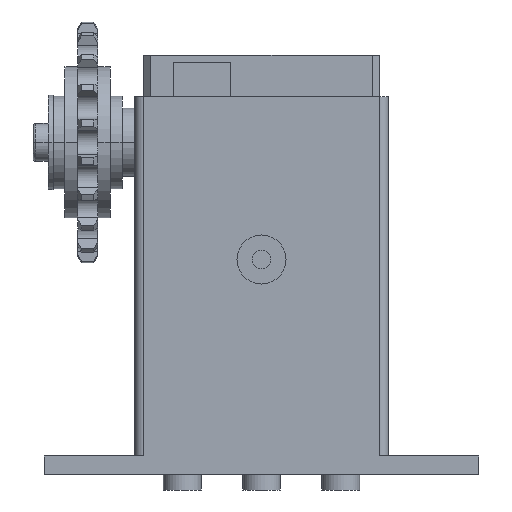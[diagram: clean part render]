
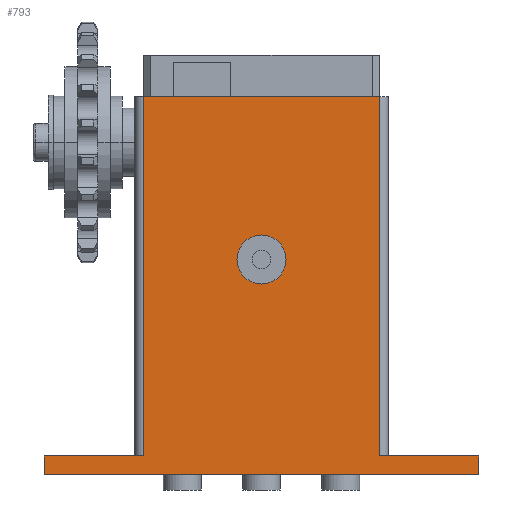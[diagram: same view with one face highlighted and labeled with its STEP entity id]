
A CAD part, left-side view. The second image highlights one B-rep face of the part: STEP entity #793.
In plain terms, the highlighted planar face has unit normal (-1, 0, 0).
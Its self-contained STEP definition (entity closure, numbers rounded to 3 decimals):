
#793=ADVANCED_FACE('',(#1601,#1602),#1603,.T.);
#1601=FACE_BOUND('',#2422,.T.);
#1602=FACE_OUTER_BOUND('',#2423,.T.);
#1603=PLANE('',#2424);
#2422=EDGE_LOOP('',(#4737,#4738));
#2423=EDGE_LOOP('',(#4739,#4740,#4741,#4742,#4743,#4744,#4745,#4746));
#2424=AXIS2_PLACEMENT_3D('',#4747,#4748,#4749);
#4737=ORIENTED_EDGE('',*,*,#5647,.T.);
#4738=ORIENTED_EDGE('',*,*,#5587,.T.);
#4739=ORIENTED_EDGE('',*,*,#5714,.T.);
#4740=ORIENTED_EDGE('',*,*,#5708,.T.);
#4741=ORIENTED_EDGE('',*,*,#5711,.T.);
#4742=ORIENTED_EDGE('',*,*,#5687,.F.);
#4743=ORIENTED_EDGE('',*,*,#5718,.T.);
#4744=ORIENTED_EDGE('',*,*,#5719,.F.);
#4745=ORIENTED_EDGE('',*,*,#5720,.T.);
#4746=ORIENTED_EDGE('',*,*,#5721,.T.);
#4747=CARTESIAN_POINT('',(-17.5,28.75,0.0));
#4748=DIRECTION('',(-1.0,0.0,0.0));
#4749=DIRECTION('',(0.0,-1.0,0.0));
#5587=EDGE_CURVE('',#6887,#6884,#6888,.T.);
#5647=EDGE_CURVE('',#6884,#6887,#6977,.T.);
#5687=EDGE_CURVE('',#7031,#7026,#7033,.T.);
#5708=EDGE_CURVE('',#7065,#7063,#7066,.T.);
#5711=EDGE_CURVE('',#7063,#7026,#7069,.T.);
#5714=EDGE_CURVE('',#7072,#7065,#7073,.T.);
#5718=EDGE_CURVE('',#7031,#7078,#7079,.T.);
#5719=EDGE_CURVE('',#7080,#7078,#7081,.T.);
#5720=EDGE_CURVE('',#7080,#7082,#7083,.T.);
#5721=EDGE_CURVE('',#7082,#7072,#7084,.T.);
#6884=VERTEX_POINT('',#9262);
#6887=VERTEX_POINT('',#9266);
#6888=CIRCLE('',#9267,6.5);
#6977=CIRCLE('',#9378,6.5);
#7026=VERTEX_POINT('',#9439);
#7031=VERTEX_POINT('',#9445);
#7033=LINE('',#9447,#9448);
#7063=VERTEX_POINT('',#9488);
#7065=VERTEX_POINT('',#9490);
#7066=LINE('',#9491,#9492);
#7069=LINE('',#9495,#9496);
#7072=VERTEX_POINT('',#9500);
#7073=LINE('',#9501,#9502);
#7078=VERTEX_POINT('',#9509);
#7079=LINE('',#9510,#9511);
#7080=VERTEX_POINT('',#9512);
#7081=LINE('',#9513,#9514);
#7082=VERTEX_POINT('',#9515);
#7083=LINE('',#9516,#9517);
#7084=LINE('',#9518,#9519);
#9262=CARTESIAN_POINT('',(-17.5,-6.5,57.0));
#9266=CARTESIAN_POINT('',(-17.5,6.5,57.0));
#9267=AXIS2_PLACEMENT_3D('',#10401,#10402,#10403);
#9378=AXIS2_PLACEMENT_3D('',#10486,#10487,#10488);
#9439=CARTESIAN_POINT('',(-17.5,31.2,100.0));
#9445=CARTESIAN_POINT('',(-17.5,31.2,5.0));
#9447=CARTESIAN_POINT('',(-17.5,31.2,5.0));
#9448=VECTOR('',#10544,1.0);
#9488=CARTESIAN_POINT('',(-17.5,-31.2,100.0));
#9490=CARTESIAN_POINT('',(-17.5,-31.2,5.0));
#9491=CARTESIAN_POINT('',(-17.5,-31.2,5.0));
#9492=VECTOR('',#10570,1.0);
#9495=CARTESIAN_POINT('',(-17.5,0.0,100.0));
#9496=VECTOR('',#10574,1.0);
#9500=CARTESIAN_POINT('',(-17.5,-57.5,5.0));
#9501=CARTESIAN_POINT('',(-17.5,0.0,5.0));
#9502=VECTOR('',#10576,1.0);
#9509=CARTESIAN_POINT('',(-17.5,57.5,5.0));
#9510=CARTESIAN_POINT('',(-17.5,0.0,5.0));
#9511=VECTOR('',#10579,1.0);
#9512=CARTESIAN_POINT('',(-17.5,57.5,0.0));
#9513=CARTESIAN_POINT('',(-17.5,57.5,0.0));
#9514=VECTOR('',#10580,1.0);
#9515=CARTESIAN_POINT('',(-17.5,-57.5,0.0));
#9516=CARTESIAN_POINT('',(-17.5,0.0,0.0));
#9517=VECTOR('',#10581,1.0);
#9518=CARTESIAN_POINT('',(-17.5,-57.5,0.0));
#9519=VECTOR('',#10582,1.0);
#10401=CARTESIAN_POINT('',(-17.5,0.0,57.0));
#10402=DIRECTION('',(1.0,0.0,-0.0));
#10403=DIRECTION('',(0.0,-1.0,0.0));
#10486=CARTESIAN_POINT('',(-17.5,0.0,57.0));
#10487=DIRECTION('',(1.0,0.0,-0.0));
#10488=DIRECTION('',(0.0,-1.0,0.0));
#10544=DIRECTION('',(0.0,0.0,1.0));
#10570=DIRECTION('',(0.0,0.0,1.0));
#10574=DIRECTION('',(0.0,1.0,-0.0));
#10576=DIRECTION('',(0.0,1.0,-0.0));
#10579=DIRECTION('',(0.0,1.0,-0.0));
#10580=DIRECTION('',(0.0,0.0,1.0));
#10581=DIRECTION('',(0.0,-1.0,0.0));
#10582=DIRECTION('',(0.0,0.0,1.0));
